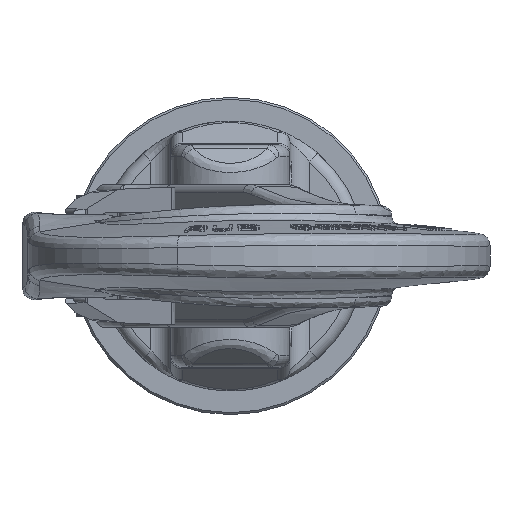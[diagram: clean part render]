
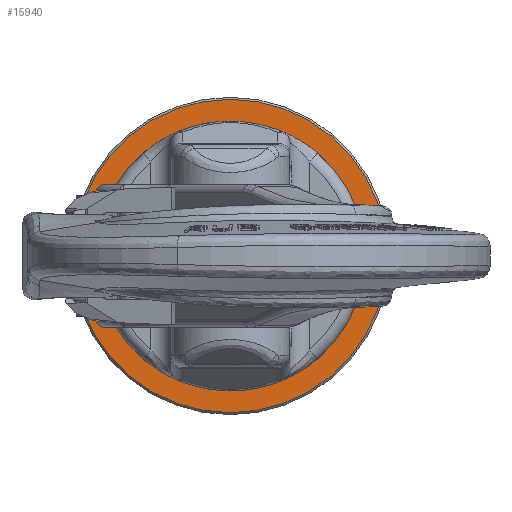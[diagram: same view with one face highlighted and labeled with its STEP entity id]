
A CAD part, left-side view. The second image highlights one B-rep face of the part: STEP entity #15940.
In plain terms, the highlighted face is planar.
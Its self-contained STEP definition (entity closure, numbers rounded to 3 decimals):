
#15784=CARTESIAN_POINT('',(0.,0.,13.));
#15785=DIRECTION('',(0.,0.,1.));
#15786=DIRECTION('',(1.,0.,0.));
#15787=AXIS2_PLACEMENT_3D('',#15784,#15785,#15786);
#15789=CARTESIAN_POINT('',(0.,0.,13.));
#15790=DIRECTION('',(0.,0.,1.));
#15791=DIRECTION('',(-1.,0.,0.));
#15792=AXIS2_PLACEMENT_3D('',#15789,#15790,#15791);
#15838=CARTESIAN_POINT('',(39.5,0.,13.));
#15839=CARTESIAN_POINT('',(-39.5,0.,13.));
#15840=VERTEX_POINT('',#15838);
#15841=VERTEX_POINT('',#15839);
#15930=CARTESIAN_POINT('',(0.,0.,13.));
#15931=DIRECTION('',(0.,0.,1.));
#15932=DIRECTION('',(1.,0.,0.));
#15933=AXIS2_PLACEMENT_3D('',#15930,#15931,#15932);
#15934=PLANE('',#15933);
#15936=ORIENTED_EDGE('',*,*,#15935,.F.);
#15937=ORIENTED_EDGE('',*,*,#15920,.F.);
#15938=EDGE_LOOP('',(#15936,#15937));
#15939=FACE_OUTER_BOUND('',#15938,.F.);
#15940=ADVANCED_FACE('',(#15939),#15934,.T.);
#15788=CIRCLE('',#15787,39.5);
#15793=CIRCLE('',#15792,39.5);
#15920=EDGE_CURVE('',#15841,#15840,#15793,.T.);
#15935=EDGE_CURVE('',#15840,#15841,#15788,.T.);
